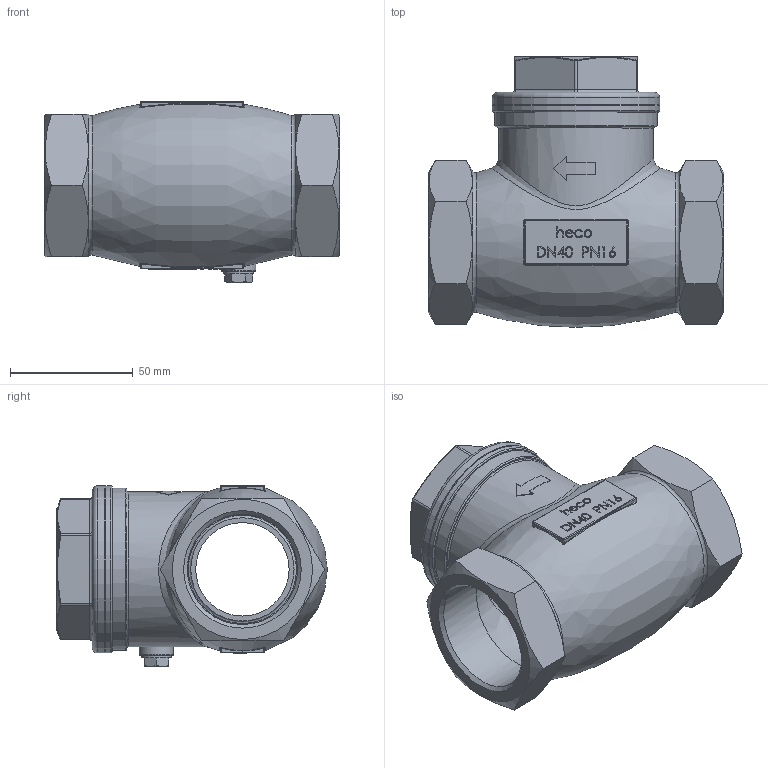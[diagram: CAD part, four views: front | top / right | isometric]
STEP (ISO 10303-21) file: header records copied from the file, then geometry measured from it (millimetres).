
FILE_DESCRIPTION (( 'STEP AP214' ), '1' );
FILE_NAME ('RÜ-112-000-4 Rückschlagklappe heco step214.STEP', '2012-01-05T09:51:01', ( 'test' ), ( '' ), 'SwSTEP 2.0', 'SolidWorks 2011', '' );
FILE_SCHEMA (( 'AUTOMOTIVE_DESIGN' ));
Length unit declared in the file: millimetre
Products named in the file (1): RÜ-112-000-4 Rückschlagklappe heco step214
Bounding box: 120 x 110 x 73.6 mm (x, y, z)
Volume: 202020.5 mm3; surface area: 64556.3 mm2
Topology: 1 solids, 1 shells, 510 faces, 1279 edges, 818 vertices
Faces by surface type: plane 240, bspline 187, cylinder 40, torus 21, cone 14, sphere 8
Full cylindrical faces by diameter (mm): 12 x1, 14 x1, 38 x1, 42 x1, 44.84 x2, 55 x1, 63 x1, 66 x1, 68 x2
Entity records: 32042 total; most frequent: CARTESIAN_POINT 15789, ORIENTED_EDGE 2440, DIRECTION 1597, EDGE_CURVE 1220, VERTEX_POINT 802, VECTOR 673, LINE 673, EDGE_LOOP 602
